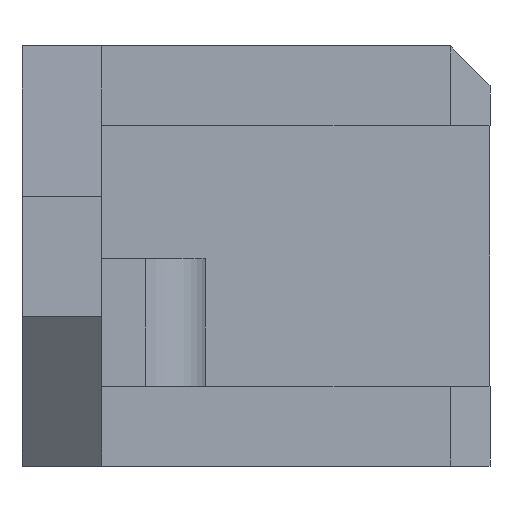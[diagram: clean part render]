
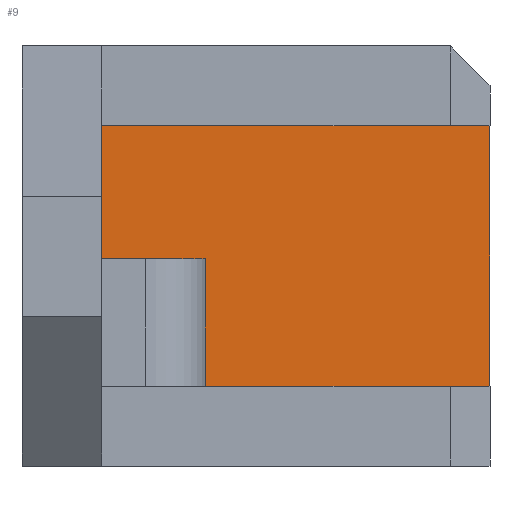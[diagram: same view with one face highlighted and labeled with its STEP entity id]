
A CAD part, left-side view. The second image highlights one B-rep face of the part: STEP entity #9.
In plain terms, the highlighted planar face has unit normal (-1, 0, 0).
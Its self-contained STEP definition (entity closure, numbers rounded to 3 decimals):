
#9 = ADVANCED_FACE ( 'NONE', ( #1483 ), #1098, .F. ) ;
#21 = CARTESIAN_POINT ( 'NONE',  ( 105.65, 2.127, 53. ) ) ;
#227 = DIRECTION ( 'NONE',  ( 0., 0., 1. ) ) ;
#266 = ORIENTED_EDGE ( 'NONE', *, *, #515, .F. ) ;
#283 = VECTOR ( 'NONE', #402, 1000. ) ;
#326 = VERTEX_POINT ( 'NONE', #1405 ) ;
#382 = VERTEX_POINT ( 'NONE', #1687 ) ;
#402 = DIRECTION ( 'NONE',  ( 0., -1., 0. ) ) ;
#409 = VECTOR ( 'NONE', #1437, 1000. ) ;
#424 = CARTESIAN_POINT ( 'NONE',  ( 105.65, 20.75, 73. ) ) ;
#487 = EDGE_CURVE ( 'NONE', #326, #1164, #1334, .T. ) ;
#492 = VECTOR ( 'NONE', #1210, 1000. ) ;
#515 = EDGE_CURVE ( 'NONE', #1164, #642, #690, .T. ) ;
#526 = ORIENTED_EDGE ( 'NONE', *, *, #487, .F. ) ;
#556 = AXIS2_PLACEMENT_3D ( 'NONE', #957, #833, #682 ) ;
#599 = CARTESIAN_POINT ( 'NONE',  ( 105.65, 20.75, 72.6 ) ) ;
#609 = CARTESIAN_POINT ( 'NONE',  ( 105.65, 20.75, 53. ) ) ;
#642 = VERTEX_POINT ( 'NONE', #599 ) ;
#682 = DIRECTION ( 'NONE',  ( 0., 1., 0. ) ) ;
#690 = LINE ( 'NONE', #424, #492 ) ;
#741 = EDGE_CURVE ( 'NONE', #326, #382, #1402, .T. ) ;
#756 = LINE ( 'NONE', #1458, #283 ) ;
#770 = VECTOR ( 'NONE', #227, 1000. ) ;
#789 = ORIENTED_EDGE ( 'NONE', *, *, #1222, .F. ) ;
#833 = DIRECTION ( 'NONE',  ( 1., 0., 0. ) ) ;
#957 = CARTESIAN_POINT ( 'NONE',  ( 105.65, 13.704, 53. ) ) ;
#1098 = PLANE ( 'NONE',  #556 ) ;
#1164 = VERTEX_POINT ( 'NONE', #609 ) ;
#1210 = DIRECTION ( 'NONE',  ( 0., 0., 1. ) ) ;
#1222 = EDGE_CURVE ( 'NONE', #642, #382, #756, .T. ) ;
#1273 = EDGE_LOOP ( 'NONE', ( #789, #266, #526, #1281 ) ) ;
#1281 = ORIENTED_EDGE ( 'NONE', *, *, #741, .T. ) ;
#1334 = LINE ( 'NONE', #21, #409 ) ;
#1402 = LINE ( 'NONE', #1409, #770 ) ;
#1405 = CARTESIAN_POINT ( 'NONE',  ( 105.65, -14.45, 53. ) ) ;
#1409 = CARTESIAN_POINT ( 'NONE',  ( 105.65, -14.45, 73. ) ) ;
#1437 = DIRECTION ( 'NONE',  ( 0., 1., 0. ) ) ;
#1458 = CARTESIAN_POINT ( 'NONE',  ( 105.65, -10.45, 72.6 ) ) ;
#1483 = FACE_OUTER_BOUND ( 'NONE', #1273, .T. ) ;
#1687 = CARTESIAN_POINT ( 'NONE',  ( 105.65, -14.45, 72.6 ) ) ;
